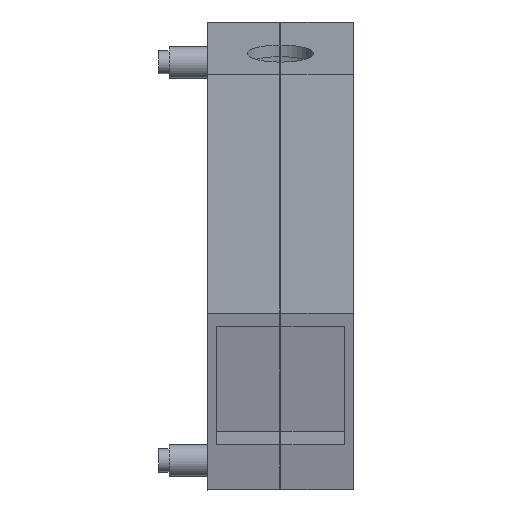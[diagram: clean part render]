
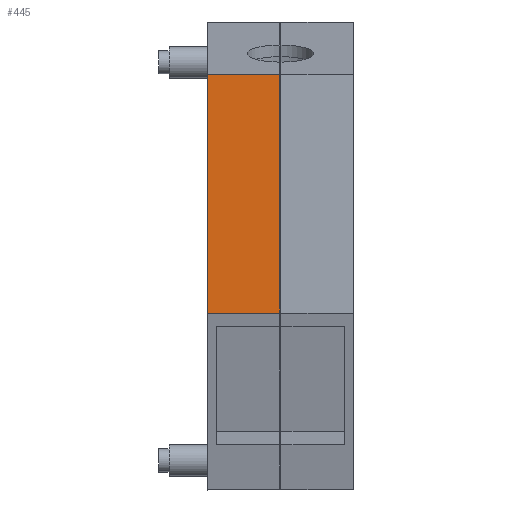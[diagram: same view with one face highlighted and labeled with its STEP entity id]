
A CAD part, top view. The second image highlights one B-rep face of the part: STEP entity #445.
In plain terms, the highlighted planar face has unit normal (0, 0, 1).
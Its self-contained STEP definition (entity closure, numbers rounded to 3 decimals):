
#425=AXIS2_PLACEMENT_3D('Plane Axis2P3D',#422,#423,#424) ;
#49=CARTESIAN_POINT('Vertex',(5.06,18.287,66.1)) ;
#52=CARTESIAN_POINT('Line Origine',(5.06,30.647,66.1)) ;
#56=CARTESIAN_POINT('Vertex',(5.06,43.007,66.1)) ;
#402=CARTESIAN_POINT('Vertex',(12.56,18.287,66.1)) ;
#405=CARTESIAN_POINT('Line Origine',(8.81,18.287,66.1)) ;
#422=CARTESIAN_POINT('Axis2P3D Location',(5.06,43.007,66.1)) ;
#427=CARTESIAN_POINT('Line Origine',(8.81,43.007,66.1)) ;
#431=CARTESIAN_POINT('Vertex',(12.56,43.007,66.1)) ;
#434=CARTESIAN_POINT('Line Origine',(12.56,30.647,66.1)) ;
#53=DIRECTION('Vector Direction',(0.,-1.,0.)) ;
#406=DIRECTION('Vector Direction',(1.,0.,0.)) ;
#423=DIRECTION('Axis2P3D Direction',(0.,0.,1.)) ;
#424=DIRECTION('Axis2P3D XDirection',(0.,-1.,0.)) ;
#428=DIRECTION('Vector Direction',(1.,0.,0.)) ;
#435=DIRECTION('Vector Direction',(0.,1.,0.)) ;
#54=VECTOR('Line Direction',#53,1.) ;
#407=VECTOR('Line Direction',#406,1.) ;
#429=VECTOR('Line Direction',#428,1.) ;
#436=VECTOR('Line Direction',#435,1.) ;
#440=ORIENTED_EDGE('',*,*,#433,.F.) ;
#441=ORIENTED_EDGE('',*,*,#58,.F.) ;
#442=ORIENTED_EDGE('',*,*,#409,.T.) ;
#443=ORIENTED_EDGE('',*,*,#438,.F.) ;
#445=ADVANCED_FACE('Primary',(#444),#426,.T.) ;
#58=EDGE_CURVE('',#50,#57,#55,.F.) ;
#409=EDGE_CURVE('',#50,#403,#408,.T.) ;
#433=EDGE_CURVE('',#57,#432,#430,.T.) ;
#438=EDGE_CURVE('',#432,#403,#437,.F.) ;
#439=EDGE_LOOP('',(#440,#441,#442,#443)) ;
#444=FACE_OUTER_BOUND('',#439,.T.) ;
#55=LINE('Line',#52,#54) ;
#408=LINE('Line',#405,#407) ;
#430=LINE('Line',#427,#429) ;
#437=LINE('Line',#434,#436) ;
#426=PLANE('',#425) ;
#50=VERTEX_POINT('',#49) ;
#57=VERTEX_POINT('',#56) ;
#403=VERTEX_POINT('',#402) ;
#432=VERTEX_POINT('',#431) ;
